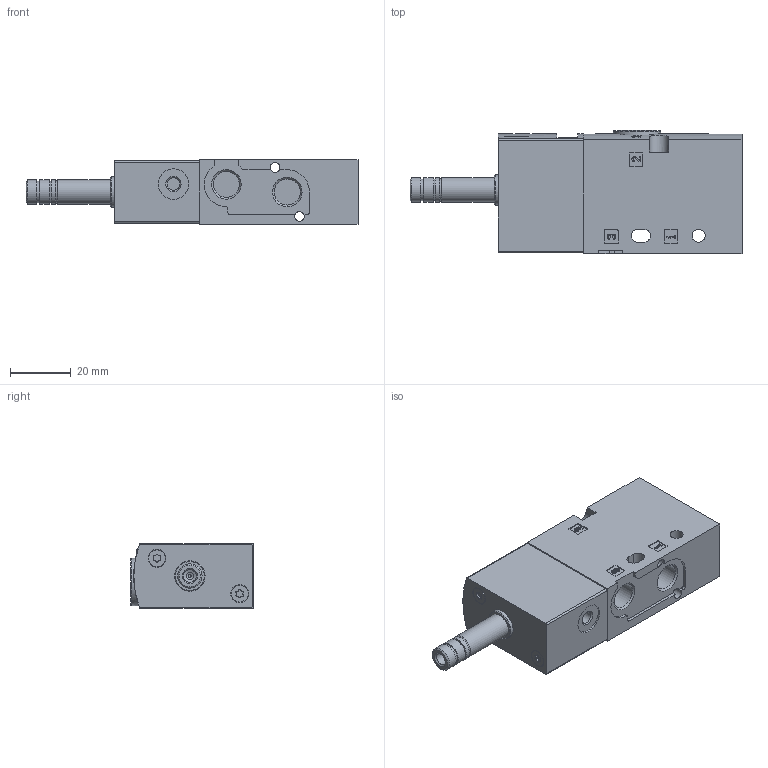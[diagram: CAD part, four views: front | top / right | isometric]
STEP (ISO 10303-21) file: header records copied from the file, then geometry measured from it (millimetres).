
FILE_DESCRIPTION(/* description */ ('STEP AP214'),/* implementation_level */ '2;1');
FILE_NAME(/* name */ '575261_VUVS-L20-M32U-MZD-G18-F7',/* time_stamp */ '2024-09-17T17:45:18+02:00',/* author */ ('License CC BY-ND 4.0'),/* organization */ ('CADENAS'),/* preprocessor_version */ 'ST-DEVELOPER v19.3',/* originating_system */ 'PARTsolutions',/* authorisation */ ' ');
FILE_SCHEMA (('AUTOMOTIVE_DESIGN {1 0 10303 214 3 1 1}'));
Length unit declared in the file: millimetre
Products named in the file (4): 575261 VUVS-L20-M32U-MZD-G18-F7; 1250255 VUVS-L20-M32-AZT-G18 HOUSING---(H---0_-); 1670876 VUVS-L20-G-Z-COVER53---(H---0_-); 1537853 F-M3x35-10.9
Assembly tree (4 placements, depth 2):
  575261 VUVS-L20-M32U-MZD-G18-F7
    1250255 VUVS-L20-M32-AZT-G18 HOUSING---(H---0_-)
    1670876 VUVS-L20-G-Z-COVER53---(H---0_-)
    1537853 F-M3x35-10.9  x2
Bounding box: 109.1 x 40.4 x 21.1 mm (x, y, z)
Volume: 61221.4 mm3; surface area: 17963.6 mm2
Topology: 4 solids, 4 shells, 326 faces, 820 edges, 535 vertices
Faces by surface type: plane 174, cylinder 119, cone 29, torus 4
Full cylindrical faces by diameter (mm): 0.9 x1, 2 x3, 2.4 x1, 2.459 x2, 2.6 x2, 3 x2, 3.2 x2, 3.3 x2, 4.134 x2, 4.3 x1, 5.5 x2, 7.1 x1, 8 x4, 8.566 x3, 10 x2, 15.6 x1
Entity records: 9531 total; most frequent: CARTESIAN_POINT 1557, DIRECTION 1545, ORIENTED_EDGE 1400, EDGE_CURVE 700, AXIS2_PLACEMENT_3D 545, VERTEX_POINT 496, LINE 455, VECTOR 455
